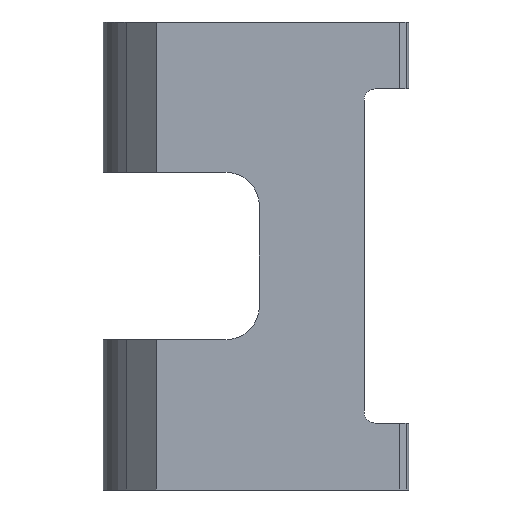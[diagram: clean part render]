
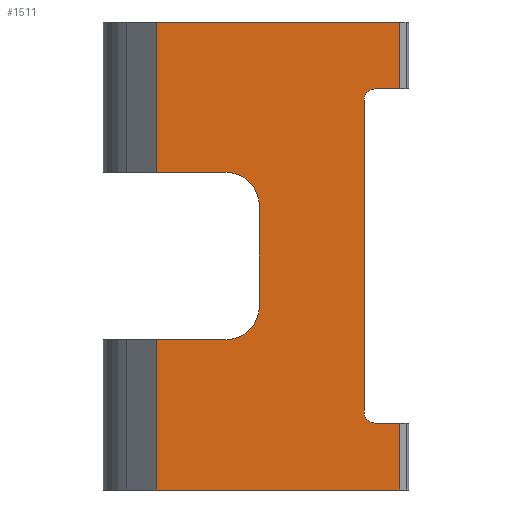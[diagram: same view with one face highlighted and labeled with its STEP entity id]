
A CAD part, left-side view. The second image highlights one B-rep face of the part: STEP entity #1511.
In plain terms, the highlighted planar face has unit normal (-1, 0, 0).
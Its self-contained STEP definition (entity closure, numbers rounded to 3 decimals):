
#49 = CARTESIAN_POINT ( 'NONE',  ( -53.5, 19.643, -6. ) ) ;
#71 = LINE ( 'NONE', #410, #1861 ) ;
#93 = VERTEX_POINT ( 'NONE', #49 ) ;
#105 = VECTOR ( 'NONE', #134, 1000. ) ;
#114 = VECTOR ( 'NONE', #3218, 1000. ) ;
#134 = DIRECTION ( 'NONE',  ( 0., 1., 0. ) ) ;
#136 = VECTOR ( 'NONE', #2569, 1000. ) ;
#215 = DIRECTION ( 'NONE',  ( 0., 0., 1. ) ) ;
#229 = VERTEX_POINT ( 'NONE', #2084 ) ;
#235 = CARTESIAN_POINT ( 'NONE',  ( -53.5, 0., 30. ) ) ;
#248 = EDGE_CURVE ( 'NONE', #816, #792, #3237, .T. ) ;
#309 = CARTESIAN_POINT ( 'NONE',  ( -53.5, 10.4, 22.5 ) ) ;
#339 = EDGE_CURVE ( 'NONE', #3004, #2768, #2978, .T. ) ;
#376 = CARTESIAN_POINT ( 'NONE',  ( -53.5, 1., 29. ) ) ;
#410 = CARTESIAN_POINT ( 'NONE',  ( -53.5, 19.643, -6. ) ) ;
#421 = AXIS2_PLACEMENT_3D ( 'NONE', #627, #2031, #1487 ) ;
#523 = CARTESIAN_POINT ( 'NONE',  ( -53.5, -2.2, 0. ) ) ;
#537 = VERTEX_POINT ( 'NONE', #2784 ) ;
#538 = DIRECTION ( 'NONE',  ( 0., -1., 0. ) ) ;
#546 = ORIENTED_EDGE ( 'NONE', *, *, #1191, .F. ) ;
#627 = CARTESIAN_POINT ( 'NONE',  ( -53.5, 0., 1. ) ) ;
#654 = DIRECTION ( 'NONE',  ( 0., 0., -1. ) ) ;
#702 = LINE ( 'NONE', #1587, #2539 ) ;
#706 = LINE ( 'NONE', #309, #1481 ) ;
#719 = CARTESIAN_POINT ( 'NONE',  ( -53.5, 19.643, -6. ) ) ;
#730 = EDGE_CURVE ( 'NONE', #2400, #1364, #1609, .T. ) ;
#792 = VERTEX_POINT ( 'NONE', #988 ) ;
#811 = CARTESIAN_POINT ( 'NONE',  ( -53.5, 10.4, 7.5 ) ) ;
#816 = VERTEX_POINT ( 'NONE', #3213 ) ;
#835 = LINE ( 'NONE', #2279, #105 ) ;
#836 = CARTESIAN_POINT ( 'NONE',  ( -53.5, 13.4, 19.5 ) ) ;
#895 = ORIENTED_EDGE ( 'NONE', *, *, #2345, .T. ) ;
#925 = CIRCLE ( 'NONE', #421, 1. ) ;
#937 = CARTESIAN_POINT ( 'NONE',  ( -53.5, -2.2, 36. ) ) ;
#983 = VERTEX_POINT ( 'NONE', #2445 ) ;
#987 = EDGE_CURVE ( 'NONE', #2049, #229, #706, .T. ) ;
#988 = CARTESIAN_POINT ( 'NONE',  ( -53.5, 13.4, 7.5 ) ) ;
#1026 = DIRECTION ( 'NONE',  ( 0., 0., 1. ) ) ;
#1045 = CARTESIAN_POINT ( 'NONE',  ( -53.5, -2.2, -6. ) ) ;
#1124 = CIRCLE ( 'NONE', #2605, 1. ) ;
#1156 = EDGE_LOOP ( 'NONE', ( #1948, #3244, #3399, #1580, #1814, #2637, #1409, #1263, #1361, #546, #2641, #2338, #1217, #1254, #1203, #895 ) ) ;
#1181 = CARTESIAN_POINT ( 'NONE',  ( -53.5, 0., -6. ) ) ;
#1191 = EDGE_CURVE ( 'NONE', #93, #983, #71, .T. ) ;
#1203 = ORIENTED_EDGE ( 'NONE', *, *, #1642, .F. ) ;
#1204 = VERTEX_POINT ( 'NONE', #1821 ) ;
#1217 = ORIENTED_EDGE ( 'NONE', *, *, #1278, .F. ) ;
#1254 = ORIENTED_EDGE ( 'NONE', *, *, #1852, .T. ) ;
#1263 = ORIENTED_EDGE ( 'NONE', *, *, #248, .T. ) ;
#1278 = EDGE_CURVE ( 'NONE', #3134, #1364, #2543, .T. ) ;
#1293 = CARTESIAN_POINT ( 'NONE',  ( -53.5, -2.2, -6. ) ) ;
#1296 = EDGE_CURVE ( 'NONE', #1332, #3004, #3049, .T. ) ;
#1307 = CARTESIAN_POINT ( 'NONE',  ( -53.5, -2.2, -6. ) ) ;
#1332 = VERTEX_POINT ( 'NONE', #235 ) ;
#1350 = DIRECTION ( 'NONE',  ( 0., 0., -1. ) ) ;
#1361 = ORIENTED_EDGE ( 'NONE', *, *, #2765, .T. ) ;
#1364 = VERTEX_POINT ( 'NONE', #523 ) ;
#1409 = ORIENTED_EDGE ( 'NONE', *, *, #2465, .F. ) ;
#1420 = LINE ( 'NONE', #811, #2315 ) ;
#1481 = VECTOR ( 'NONE', #2459, 1000. ) ;
#1487 = DIRECTION ( 'NONE',  ( 0., 0., -1. ) ) ;
#1488 = CARTESIAN_POINT ( 'NONE',  ( -53.5, 0., 29. ) ) ;
#1511 = ADVANCED_FACE ( 'NONE', ( #3223 ), #1729, .F. ) ;
#1534 = CARTESIAN_POINT ( 'NONE',  ( -53.5, 13.4, 22.5 ) ) ;
#1558 = AXIS2_PLACEMENT_3D ( 'NONE', #1594, #2916, #1561 ) ;
#1561 = DIRECTION ( 'NONE',  ( 0., 0., -1. ) ) ;
#1580 = ORIENTED_EDGE ( 'NONE', *, *, #2803, .F. ) ;
#1587 = CARTESIAN_POINT ( 'NONE',  ( -53.5, 1., 30. ) ) ;
#1594 = CARTESIAN_POINT ( 'NONE',  ( -53.5, 13.4, 10.5 ) ) ;
#1609 = LINE ( 'NONE', #1293, #3445 ) ;
#1642 = EDGE_CURVE ( 'NONE', #1916, #3156, #702, .T. ) ;
#1649 = DIRECTION ( 'NONE',  ( 0., 0., -1. ) ) ;
#1666 = CARTESIAN_POINT ( 'NONE',  ( -53.5, -2.2, 30. ) ) ;
#1729 = PLANE ( 'NONE',  #3255 ) ;
#1814 = ORIENTED_EDGE ( 'NONE', *, *, #987, .F. ) ;
#1821 = CARTESIAN_POINT ( 'NONE',  ( -53.5, 19.643, 36. ) ) ;
#1831 = DIRECTION ( 'NONE',  ( 0., 0., 1. ) ) ;
#1852 = EDGE_CURVE ( 'NONE', #3134, #3156, #925, .T. ) ;
#1861 = VECTOR ( 'NONE', #1026, 1000. ) ;
#1916 = VERTEX_POINT ( 'NONE', #376 ) ;
#1917 = EDGE_CURVE ( 'NONE', #2768, #1204, #835, .T. ) ;
#1926 = AXIS2_PLACEMENT_3D ( 'NONE', #836, #2725, #1649 ) ;
#1948 = ORIENTED_EDGE ( 'NONE', *, *, #1296, .T. ) ;
#2031 = DIRECTION ( 'NONE',  ( 1., 0., 0. ) ) ;
#2049 = VERTEX_POINT ( 'NONE', #1534 ) ;
#2067 = VECTOR ( 'NONE', #2469, 1000. ) ;
#2084 = CARTESIAN_POINT ( 'NONE',  ( -53.5, 19.643, 22.5 ) ) ;
#2104 = LINE ( 'NONE', #2407, #2067 ) ;
#2137 = VECTOR ( 'NONE', #1831, 1000. ) ;
#2162 = EDGE_CURVE ( 'NONE', #2400, #93, #2104, .T. ) ;
#2279 = CARTESIAN_POINT ( 'NONE',  ( -53.5, 0., 36. ) ) ;
#2290 = DIRECTION ( 'NONE',  ( 1., 0., 0. ) ) ;
#2297 = DIRECTION ( 'NONE',  ( 1., 0., 0. ) ) ;
#2315 = VECTOR ( 'NONE', #215, 1000. ) ;
#2338 = ORIENTED_EDGE ( 'NONE', *, *, #730, .T. ) ;
#2345 = EDGE_CURVE ( 'NONE', #1916, #1332, #1124, .T. ) ;
#2348 = DIRECTION ( 'NONE',  ( 0., 0., 1. ) ) ;
#2400 = VERTEX_POINT ( 'NONE', #1045 ) ;
#2407 = CARTESIAN_POINT ( 'NONE',  ( -53.5, 0., -6. ) ) ;
#2445 = CARTESIAN_POINT ( 'NONE',  ( -53.5, 19.643, 7.5 ) ) ;
#2459 = DIRECTION ( 'NONE',  ( 0., 1., 0. ) ) ;
#2465 = EDGE_CURVE ( 'NONE', #816, #537, #1420, .T. ) ;
#2469 = DIRECTION ( 'NONE',  ( 0., 1., 0. ) ) ;
#2518 = EDGE_CURVE ( 'NONE', #2049, #537, #3261, .T. ) ;
#2539 = VECTOR ( 'NONE', #1350, 1000. ) ;
#2543 = LINE ( 'NONE', #2922, #2582 ) ;
#2569 = DIRECTION ( 'NONE',  ( 0., 1., 0. ) ) ;
#2582 = VECTOR ( 'NONE', #2956, 1000. ) ;
#2605 = AXIS2_PLACEMENT_3D ( 'NONE', #1488, #2290, #654 ) ;
#2637 = ORIENTED_EDGE ( 'NONE', *, *, #2518, .T. ) ;
#2641 = ORIENTED_EDGE ( 'NONE', *, *, #2162, .F. ) ;
#2650 = LINE ( 'NONE', #719, #2137 ) ;
#2689 = CARTESIAN_POINT ( 'NONE',  ( -53.5, 1., 30. ) ) ;
#2725 = DIRECTION ( 'NONE',  ( 1., 0., 0. ) ) ;
#2765 = EDGE_CURVE ( 'NONE', #792, #983, #3305, .T. ) ;
#2768 = VERTEX_POINT ( 'NONE', #937 ) ;
#2784 = CARTESIAN_POINT ( 'NONE',  ( -53.5, 10.4, 19.5 ) ) ;
#2803 = EDGE_CURVE ( 'NONE', #229, #1204, #2650, .T. ) ;
#2835 = VECTOR ( 'NONE', #538, 1000. ) ;
#2877 = CARTESIAN_POINT ( 'NONE',  ( -53.5, 10.4, 7.5 ) ) ;
#2916 = DIRECTION ( 'NONE',  ( 1., 0., 0. ) ) ;
#2922 = CARTESIAN_POINT ( 'NONE',  ( -53.5, 1., 0. ) ) ;
#2956 = DIRECTION ( 'NONE',  ( 0., -1., 0. ) ) ;
#2978 = LINE ( 'NONE', #1307, #114 ) ;
#3004 = VERTEX_POINT ( 'NONE', #1666 ) ;
#3049 = LINE ( 'NONE', #2689, #2835 ) ;
#3134 = VERTEX_POINT ( 'NONE', #3352 ) ;
#3156 = VERTEX_POINT ( 'NONE', #3386 ) ;
#3213 = CARTESIAN_POINT ( 'NONE',  ( -53.5, 10.4, 10.5 ) ) ;
#3218 = DIRECTION ( 'NONE',  ( 0., 0., 1. ) ) ;
#3223 = FACE_OUTER_BOUND ( 'NONE', #1156, .T. ) ;
#3237 = CIRCLE ( 'NONE', #1558, 3. ) ;
#3244 = ORIENTED_EDGE ( 'NONE', *, *, #339, .T. ) ;
#3255 = AXIS2_PLACEMENT_3D ( 'NONE', #1181, #2297, #3395 ) ;
#3261 = CIRCLE ( 'NONE', #1926, 3. ) ;
#3305 = LINE ( 'NONE', #2877, #136 ) ;
#3352 = CARTESIAN_POINT ( 'NONE',  ( -53.5, 0., 0. ) ) ;
#3386 = CARTESIAN_POINT ( 'NONE',  ( -53.5, 1., 1. ) ) ;
#3395 = DIRECTION ( 'NONE',  ( 0., 0., -1. ) ) ;
#3399 = ORIENTED_EDGE ( 'NONE', *, *, #1917, .T. ) ;
#3445 = VECTOR ( 'NONE', #2348, 1000. ) ;
